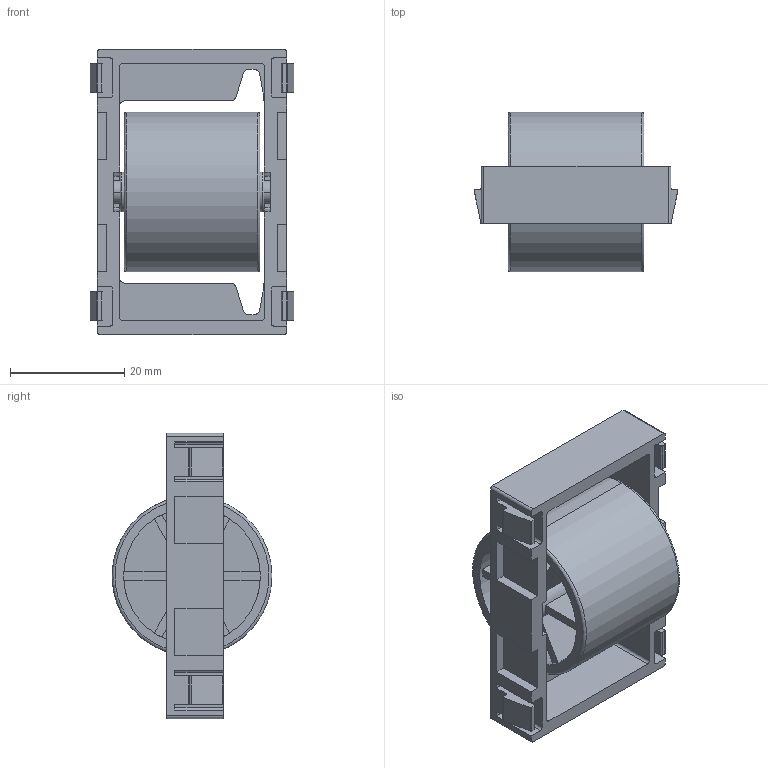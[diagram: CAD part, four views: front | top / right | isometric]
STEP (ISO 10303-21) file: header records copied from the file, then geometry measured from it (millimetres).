
FILE_DESCRIPTION (( 'STEP AP203' ), '1' );
FILE_NAME ('801156_c_1.STEP', '2023-05-13T12:58:23', ( '' ), ( '' ), 'SwSTEP 2.0', 'SolidWorks 2014', '' );
FILE_SCHEMA (( 'CONFIG_CONTROL_DESIGN' ));
Length unit declared in the file: millimetre
Products named in the file (4): _062AER2874.50-1; _062AER2874.50-3; 801156_c_1; _062AER2874.50-2
Assembly tree (3 placements, depth 2):
  801156_c_1
    _062AER2874.50-1
    _062AER2874.50-2
    _062AER2874.50-3
Bounding box: 35.71 x 28 x 50 mm (x, y, z)
Volume: 11417 mm3; surface area: 13572.7 mm2
Topology: 3 solids, 3 shells, 238 faces, 674 edges, 444 vertices
Faces by surface type: plane 152, cylinder 74, bspline 8, cone 4
Entity records: 8248 total; most frequent: CARTESIAN_POINT 1506, ORIENTED_EDGE 1348, DIRECTION 1346, EDGE_CURVE 674, LINE 458, VECTOR 458, AXIS2_PLACEMENT_3D 444, VERTEX_POINT 444
